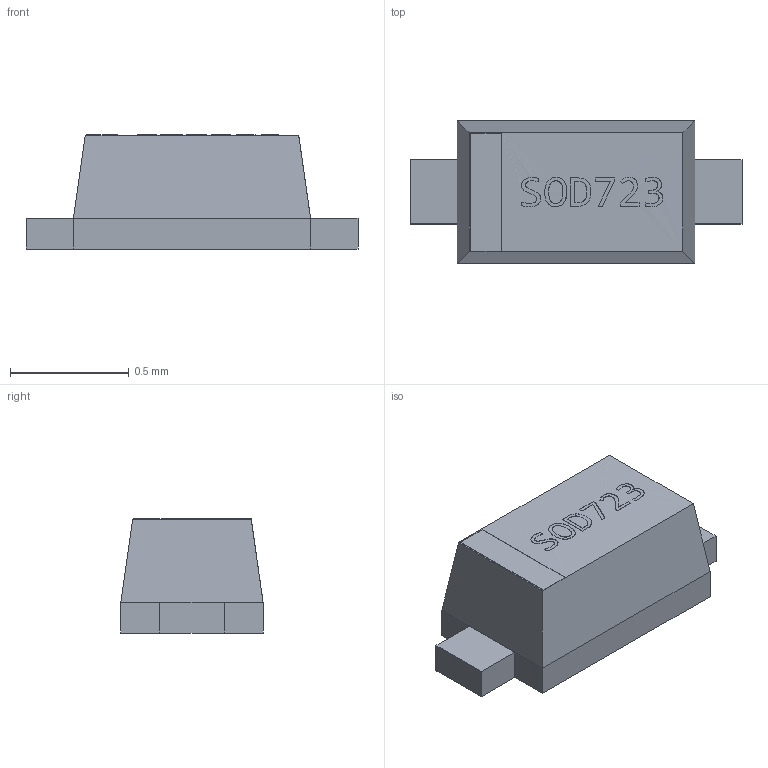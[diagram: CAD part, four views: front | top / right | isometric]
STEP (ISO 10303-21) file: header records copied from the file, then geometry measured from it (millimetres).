
FILE_DESCRIPTION (( 'STEP AP214' ), '1' );
FILE_NAME ('EED50113-965E-4AEB-86FF-E5E339601CEA.STEP', '2024-03-14T00:46:25', ( '' ), ( '' ), 'SwSTEP 2.0', 'SolidWorks 2022', '' );
FILE_SCHEMA (( 'AUTOMOTIVE_DESIGN' ));
Length unit declared in the file: millimetre
Products named in the file (1): EED50113-965E-4AEB-86FF-E5E339601CEA
Bounding box: 1.4 x 0.6 x 0.48 mm (x, y, z)
Volume: 0.3 mm3; surface area: 3 mm2
Topology: 3 solids, 3 shells, 102 faces, 236 edges, 148 vertices
Faces by surface type: plane 62, bspline 40
Entity records: 3396 total; most frequent: CARTESIAN_POINT 1336, ORIENTED_EDGE 472, EDGE_CURVE 236, DIRECTION 233, VERTEX_POINT 148, B_SPLINE_CURVE_WITH_KNOTS 129, EDGE_LOOP 110, VECTOR 107
